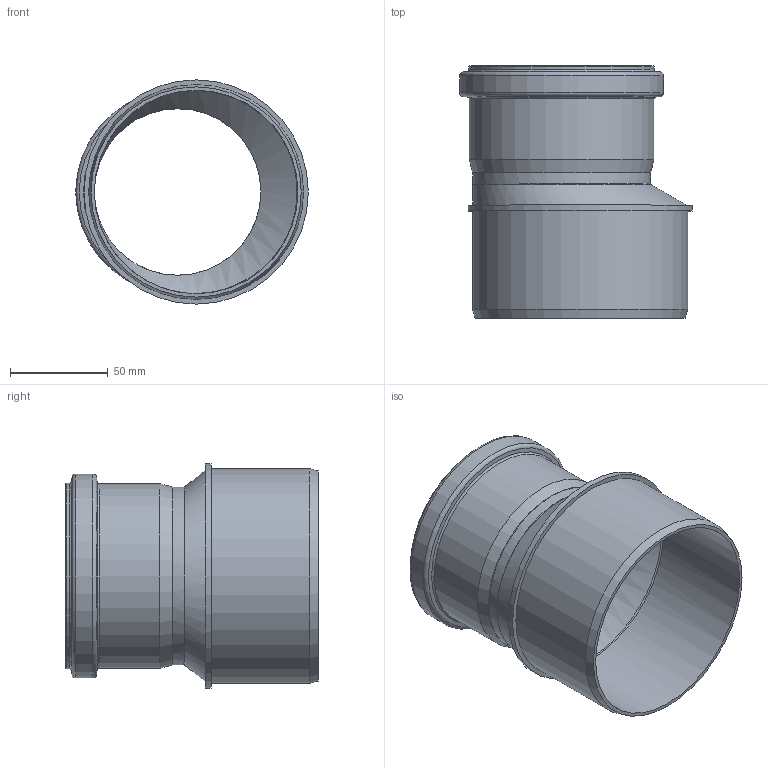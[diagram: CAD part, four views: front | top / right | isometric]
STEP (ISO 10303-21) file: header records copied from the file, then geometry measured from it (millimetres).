
FILE_DESCRIPTION(/* description */ (''),/* implementation_level */ '2;1');
FILE_NAME(/* name */ '175700 HTsafeR DN_OD 110_90.stp',/* time_stamp */ '2017-03-13T12:03:08+01:00',/* author */ ('user1'),/* organization */ (''),/* preprocessor_version */ 'ST-DEVELOPER v16.1',/* originating_system */ 'Autodesk Inventor 2016',/* authorisation */ '');
FILE_SCHEMA (('AUTOMOTIVE_DESIGN { 1 0 10303 214 3 1 1 }'));
Length unit declared in the file: millimetre
Products named in the file (1): 175700 HTsafeR DN_OD 110_90
Bounding box: 119.25 x 129.5 x 115 mm (x, y, z)
Volume: 115761.9 mm3; surface area: 91452.4 mm2
Topology: 1 solids, 1 shells, 39 faces, 83 edges, 45 vertices
Faces by surface type: cylinder 12, torus 11, cone 7, plane 5, bspline 4
Full cylindrical faces by diameter (mm): 85.4 x1, 90.5 x1, 90.8 x2, 91.2 x1, 94.7 x1, 95 x1, 100.3 x1, 104.4 x1, 104.5 x1, 110.2 x1, 115 x1
Entity records: 1595 total; most frequent: CARTESIAN_POINT 913, DIRECTION 142, ORIENTED_EDGE 88, EDGE_LOOP 74, AXIS2_PLACEMENT_3D 71, EDGE_CURVE 44, VERTEX_POINT 40, FACE_OUTER_BOUND 39
